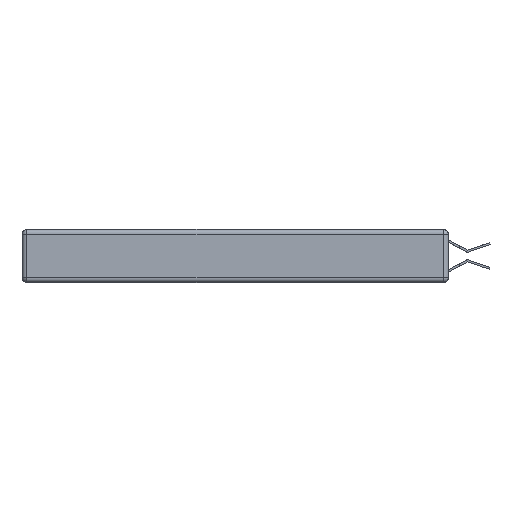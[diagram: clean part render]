
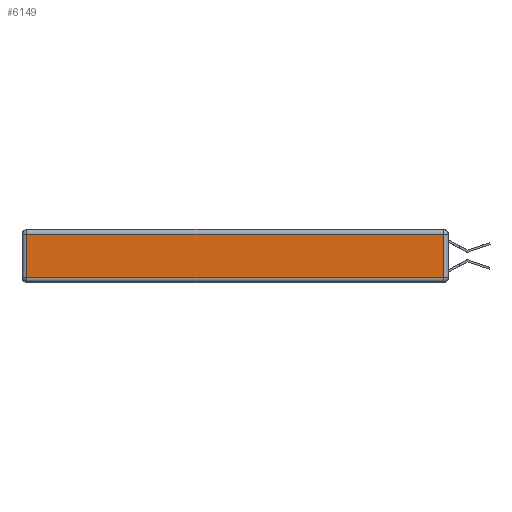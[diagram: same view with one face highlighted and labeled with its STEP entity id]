
A CAD part, left-side view. The second image highlights one B-rep face of the part: STEP entity #6149.
In plain terms, the highlighted planar face has unit normal (-1, 0, 0).
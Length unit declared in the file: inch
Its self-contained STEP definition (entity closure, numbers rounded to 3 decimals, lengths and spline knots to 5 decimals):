
#739 = DIRECTION ( 'NONE',  ( -1., 0., 0. ) ) ;
#1083 = LINE ( 'NONE', #13829, #14009 ) ;
#2585 = DIRECTION ( 'NONE',  ( 0., 0., 1. ) ) ;
#2648 = EDGE_CURVE ( 'NONE', #19398, #6976, #3053, .T. ) ;
#3053 = LINE ( 'NONE', #3871, #6184 ) ;
#3638 = AXIS2_PLACEMENT_3D ( 'NONE', #4190, #739, #2585 ) ;
#3871 = CARTESIAN_POINT ( 'NONE',  ( 0., 2.72, -0.343 ) ) ;
#3943 = EDGE_CURVE ( 'NONE', #6976, #13507, #17634, .T. ) ;
#4190 = CARTESIAN_POINT ( 'NONE',  ( 0., 0., -0.343 ) ) ;
#4695 = ORIENTED_EDGE ( 'NONE', *, *, #10034, .T. ) ;
#5151 = FACE_OUTER_BOUND ( 'NONE', #13499, .T. ) ;
#5268 = CARTESIAN_POINT ( 'NONE',  ( 0., 2.72, -0.313 ) ) ;
#6149 = ADVANCED_FACE ( 'NONE', ( #5151 ), #17197, .T. ) ;
#6184 = VECTOR ( 'NONE', #13021, 39.37008 ) ;
#6976 = VERTEX_POINT ( 'NONE', #5268 ) ;
#7605 = VECTOR ( 'NONE', #20461, 39.37008 ) ;
#7849 = VECTOR ( 'NONE', #22245, 39.37008 ) ;
#9634 = CARTESIAN_POINT ( 'NONE',  ( 0., 0.03, -0.03 ) ) ;
#9807 = VERTEX_POINT ( 'NONE', #9634 ) ;
#10034 = EDGE_CURVE ( 'NONE', #9807, #19398, #1083, .T. ) ;
#12347 = CARTESIAN_POINT ( 'NONE',  ( 0., 2.72, -0.03 ) ) ;
#13021 = DIRECTION ( 'NONE',  ( 0., 0., -1. ) ) ;
#13499 = EDGE_LOOP ( 'NONE', ( #13606, #19826, #4695, #15348 ) ) ;
#13507 = VERTEX_POINT ( 'NONE', #16919 ) ;
#13606 = ORIENTED_EDGE ( 'NONE', *, *, #3943, .T. ) ;
#13829 = CARTESIAN_POINT ( 'NONE',  ( 0., 2.75, -0.03 ) ) ;
#14009 = VECTOR ( 'NONE', #17510, 39.37008 ) ;
#15348 = ORIENTED_EDGE ( 'NONE', *, *, #2648, .T. ) ;
#16783 = CARTESIAN_POINT ( 'NONE',  ( 0., 0.03, -0.343 ) ) ;
#16919 = CARTESIAN_POINT ( 'NONE',  ( 0., 0.03, -0.313 ) ) ;
#17109 = LINE ( 'NONE', #16783, #7605 ) ;
#17197 = PLANE ( 'NONE',  #3638 ) ;
#17510 = DIRECTION ( 'NONE',  ( 0., 1., 0. ) ) ;
#17634 = LINE ( 'NONE', #18596, #7849 ) ;
#18596 = CARTESIAN_POINT ( 'NONE',  ( 0., 0., -0.313 ) ) ;
#18978 = EDGE_CURVE ( 'NONE', #13507, #9807, #17109, .T. ) ;
#19398 = VERTEX_POINT ( 'NONE', #12347 ) ;
#19826 = ORIENTED_EDGE ( 'NONE', *, *, #18978, .T. ) ;
#20461 = DIRECTION ( 'NONE',  ( 0., 0., 1. ) ) ;
#22245 = DIRECTION ( 'NONE',  ( 0., -1., 0. ) ) ;
